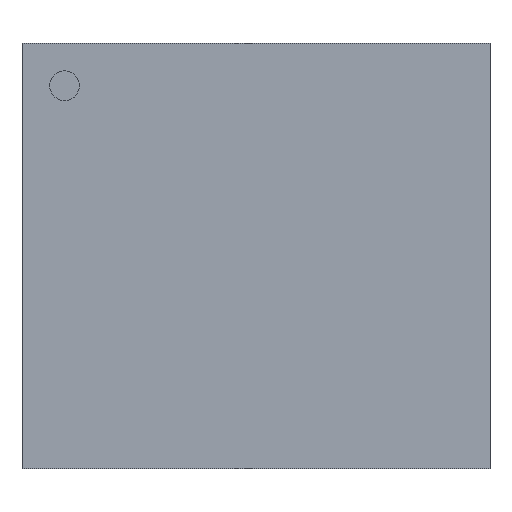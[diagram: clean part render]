
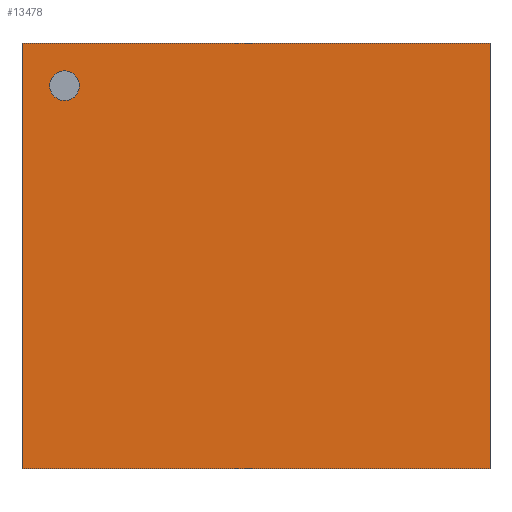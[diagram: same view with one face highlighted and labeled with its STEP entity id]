
A CAD part, top view. The second image highlights one B-rep face of the part: STEP entity #13478.
In plain terms, the highlighted planar face has unit normal (0, 0, 1).
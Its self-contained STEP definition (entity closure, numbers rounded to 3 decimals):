
#17=FACE_BOUND($,#2119,.T.);
#253=CIRCLE($,#14257,0.35);
#1334=FACE_OUTER_BOUND($,#2118,.T.);
#2118=EDGE_LOOP($,(#12045,#12046,#12047,#12048));
#2119=EDGE_LOOP($,(#12049));
#3667=LINE($,#22320,#5223);
#3669=LINE($,#22324,#5225);
#3671=LINE($,#22328,#5227);
#3673=LINE($,#22331,#5229);
#5223=VECTOR($,#18426,11.);
#5225=VECTOR($,#18430,10.);
#5227=VECTOR($,#18434,11.);
#5229=VECTOR($,#18438,10.);
#5851=VERTEX_POINT($,#20455);
#6472=VERTEX_POINT($,#22317);
#6473=VERTEX_POINT($,#22319);
#6474=VERTEX_POINT($,#22323);
#6475=VERTEX_POINT($,#22327);
#7399=EDGE_CURVE($,#5851,#5851,#253,.T.);
#8329=EDGE_CURVE($,#6473,#6472,#3667,.T.);
#8331=EDGE_CURVE($,#6474,#6473,#3669,.T.);
#8333=EDGE_CURVE($,#6475,#6474,#3671,.T.);
#8335=EDGE_CURVE($,#6472,#6475,#3673,.T.);
#12045=ORIENTED_EDGE($,*,*,#8335,.T.);
#12046=ORIENTED_EDGE($,*,*,#8333,.T.);
#12047=ORIENTED_EDGE($,*,*,#8331,.T.);
#12048=ORIENTED_EDGE($,*,*,#8329,.T.);
#12049=ORIENTED_EDGE($,*,*,#7399,.T.);
#12697=PLANE($,#14725);
#13478=ADVANCED_FACE($,(#1334,#17),#12697,.T.);
#14257=AXIS2_PLACEMENT_3D($,#20456,#16719,#16720);
#14725=AXIS2_PLACEMENT_3D($,#22332,#18439,#18440);
#16719=DIRECTION('center_axis',(0.,0.,-1.));
#16720=DIRECTION('ref_axis',(-1.,0.,0.));
#18426=DIRECTION($,(1.,0.,0.));
#18430=DIRECTION($,(0.,-1.,0.));
#18434=DIRECTION($,(-1.,0.,0.));
#18438=DIRECTION($,(0.,1.,0.));
#18439=DIRECTION('center_axis',(0.,0.,1.));
#18440=DIRECTION('ref_axis',(1.,0.,0.));
#20455=CARTESIAN_POINT('',(-4.15,4.,3.05));
#20456=CARTESIAN_POINT('Origin',(-4.5,4.,3.05));
#22317=CARTESIAN_POINT('',(5.5,-5.,3.05));
#22319=CARTESIAN_POINT('',(-5.5,-5.,3.05));
#22320=CARTESIAN_POINT($,(-5.5,-5.,3.05));
#22323=CARTESIAN_POINT('',(-5.5,5.,3.05));
#22324=CARTESIAN_POINT($,(-5.5,5.,3.05));
#22327=CARTESIAN_POINT('',(5.5,5.,3.05));
#22328=CARTESIAN_POINT($,(5.5,5.,3.05));
#22331=CARTESIAN_POINT($,(5.5,-5.,3.05));
#22332=CARTESIAN_POINT('Origin',(0.,0.,3.05));
